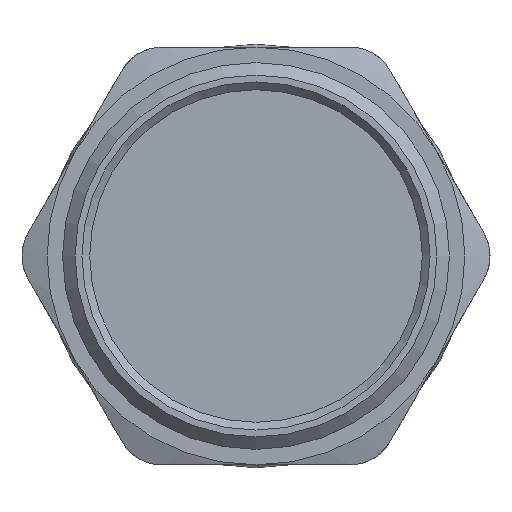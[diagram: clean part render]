
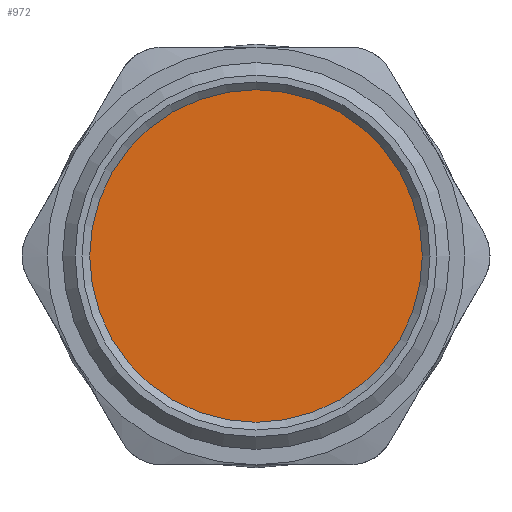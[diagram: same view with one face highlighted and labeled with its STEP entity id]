
A CAD part, front view. The second image highlights one B-rep face of the part: STEP entity #972.
In plain terms, the highlighted planar face has unit normal (0, -1, 0).
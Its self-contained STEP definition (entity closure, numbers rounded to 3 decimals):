
#115=FACE_OUTER_BOUND('',#177,.T.);
#177=EDGE_LOOP('',(#656));
#365=CIRCLE('',#1065,10.75);
#407=VERTEX_POINT('',#1437);
#505=EDGE_CURVE('',#407,#407,#365,.T.);
#656=ORIENTED_EDGE('',*,*,#505,.F.);
#946=PLANE('',#1064);
#972=ADVANCED_FACE('',(#115),#946,.F.);
#1064=AXIS2_PLACEMENT_3D('',#1436,#1179,#1180);
#1065=AXIS2_PLACEMENT_3D('',#1438,#1181,#1182);
#1179=DIRECTION('center_axis',(0.,1.,0.));
#1180=DIRECTION('ref_axis',(0.,0.,1.));
#1181=DIRECTION('center_axis',(0.,1.,0.));
#1182=DIRECTION('ref_axis',(1.,0.,0.));
#1436=CARTESIAN_POINT('Origin',(-3.181,-8.946,0.));
#1437=CARTESIAN_POINT('',(-13.931,-8.946,0.));
#1438=CARTESIAN_POINT('Origin',(-3.181,-8.946,0.));
